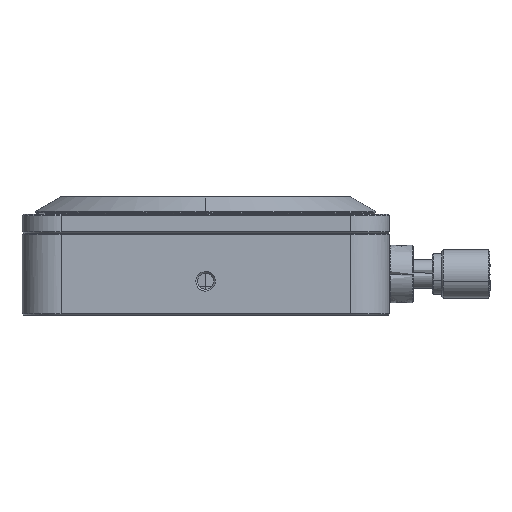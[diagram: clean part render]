
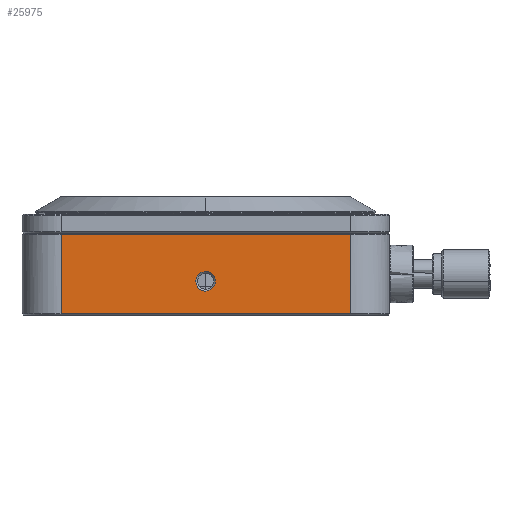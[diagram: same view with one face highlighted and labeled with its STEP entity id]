
A CAD part, front view. The second image highlights one B-rep face of the part: STEP entity #25975.
In plain terms, the highlighted free-form (B-spline) face has degree [1, 1] with [2, 2] control points.
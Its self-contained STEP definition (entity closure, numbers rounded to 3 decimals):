
#1084 = CARTESIAN_POINT ( 'NONE',  ( 0., -38.1, 0.525 ) ) ;
#1093 = CARTESIAN_POINT ( 'NONE',  ( -30., -38.1, -8.25 ) ) ;
#2109 = CARTESIAN_POINT ( 'NONE',  ( 30., -38.1, -8.25 ) ) ;
#2516 = VERTEX_POINT ( 'NONE', #10476 ) ;
#2556 = B_SPLINE_CURVE_WITH_KNOTS ( 'NONE', 1,
 ( #18694, #8684 ),
 .UNSPECIFIED., .F., .F.,
 ( 2, 2 ),
 ( 0., 1. ),
 .UNSPECIFIED. ) ;
#2615 = ORIENTED_EDGE ( 'NONE', *, *, #11366, .F. ) ;
#2922 = VERTEX_POINT ( 'NONE', #12022 ) ;
#4286 = EDGE_CURVE ( 'NONE', #2922, #12019, #2556, .T. ) ;
#5340 = EDGE_CURVE ( 'NONE', #16978, #2922, #7366, .T. ) ;
#5496 = CARTESIAN_POINT ( 'NONE',  ( 30., -38.1, -8.25 ) ) ;
#6115 = B_SPLINE_CURVE_WITH_KNOTS ( 'NONE', 1,
 ( #9877, #2109 ),
 .UNSPECIFIED., .F., .F.,
 ( 2, 2 ),
 ( 0., 1. ),
 .UNSPECIFIED. ) ;
#7075 = CARTESIAN_POINT ( 'NONE',  ( -30., -38.1, -8.25 ) ) ;
#7366 = B_SPLINE_CURVE_WITH_KNOTS ( 'NONE', 1,
 ( #21241, #1093 ),
 .UNSPECIFIED., .F., .F.,
 ( 2, 2 ),
 ( 0., 1. ),
 .UNSPECIFIED. ) ;
#8684 = CARTESIAN_POINT ( 'NONE',  ( -30., -38.1, 8.25 ) ) ;
#9064 = CARTESIAN_POINT ( 'NONE',  ( -4.05, -38.1, 0.525 ) ) ;
#9877 = CARTESIAN_POINT ( 'NONE',  ( 30., -38.1, 8.25 ) ) ;
#10328 = ORIENTED_EDGE ( 'NONE', *, *, #22961, .F. ) ;
#10476 = CARTESIAN_POINT ( 'NONE',  ( 0., -38.1, 0.525 ) ) ;
#11099 = EDGE_LOOP ( 'NONE', ( #23032, #17450 ) ) ;
#11366 = EDGE_CURVE ( 'NONE', #12019, #15439, #23961, .T. ) ;
#12019 = VERTEX_POINT ( 'NONE', #13451 ) ;
#12022 = CARTESIAN_POINT ( 'NONE',  ( -30., -38.1, -8.25 ) ) ;
#13451 = CARTESIAN_POINT ( 'NONE',  ( -30., -38.1, 8.25 ) ) ;
#15120 = CARTESIAN_POINT ( 'NONE',  ( -4.05, -38.1, -3.525 ) ) ;
#15367 = CARTESIAN_POINT ( 'NONE',  ( -30., -38.1, 8.25 ) ) ;
#15439 = VERTEX_POINT ( 'NONE', #22672 ) ;
#15980 = EDGE_LOOP ( 'NONE', ( #2615, #20497, #23281, #10328 ) ) ;
#16333 = CARTESIAN_POINT ( 'NONE',  ( 30., -38.1, -8.25 ) ) ;
#16978 = VERTEX_POINT ( 'NONE', #16333 ) ;
#17233 = VERTEX_POINT ( 'NONE', #20216 ) ;
#17450 = ORIENTED_EDGE ( 'NONE', *, *, #20829, .F. ) ;
#17530 = CARTESIAN_POINT ( 'NONE',  ( 0., -38.1, -3.525 ) ) ;
#18385 = B_SPLINE_SURFACE_WITH_KNOTS ( 'NONE', 1, 1, ( 
 ( #25391, #5496 ),
 ( #15367, #7075 ) ),
 .UNSPECIFIED., .F., .F., .F.,
 ( 2, 2 ),
 ( 2, 2 ),
 ( 0., 1. ),
 ( 0., 1. ),
 .UNSPECIFIED. ) ;
#18694 = CARTESIAN_POINT ( 'NONE',  ( -30., -38.1, -8.25 ) ) ;
#18837 =( BOUNDED_CURVE ( )  B_SPLINE_CURVE ( 3, ( #19200, #9064, #15120, #21433 ),
 .UNSPECIFIED., .F., .F. ) 
 B_SPLINE_CURVE_WITH_KNOTS ( ( 4, 4 ),
 ( 0., 1. ),
 .UNSPECIFIED. ) 
 CURVE ( )  GEOMETRIC_REPRESENTATION_ITEM ( )  RATIONAL_B_SPLINE_CURVE ( ( 1., 0.333, 0.333, 1. ) ) 
 REPRESENTATION_ITEM ( '' )  );
#19200 = CARTESIAN_POINT ( 'NONE',  ( 0., -38.1, 0.525 ) ) ;
#19322 = FACE_OUTER_BOUND ( 'NONE', #15980, .T. ) ;
#20103 = CARTESIAN_POINT ( 'NONE',  ( 30., -38.1, 8.25 ) ) ;
#20139 =( BOUNDED_CURVE ( )  B_SPLINE_CURVE ( 3, ( #17530, #21489, #21229, #1084 ),
 .UNSPECIFIED., .F., .F. ) 
 B_SPLINE_CURVE_WITH_KNOTS ( ( 4, 4 ),
 ( 0., 1. ),
 .UNSPECIFIED. ) 
 CURVE ( )  GEOMETRIC_REPRESENTATION_ITEM ( )  RATIONAL_B_SPLINE_CURVE ( ( 1., 0.333, 0.333, 1. ) ) 
 REPRESENTATION_ITEM ( '' )  );
#20216 = CARTESIAN_POINT ( 'NONE',  ( 0., -38.1, -3.525 ) ) ;
#20497 = ORIENTED_EDGE ( 'NONE', *, *, #4286, .F. ) ;
#20829 = EDGE_CURVE ( 'NONE', #17233, #2516, #20139, .T. ) ;
#21229 = CARTESIAN_POINT ( 'NONE',  ( 4.05, -38.1, 0.525 ) ) ;
#21241 = CARTESIAN_POINT ( 'NONE',  ( 30., -38.1, -8.25 ) ) ;
#21433 = CARTESIAN_POINT ( 'NONE',  ( 0., -38.1, -3.525 ) ) ;
#21489 = CARTESIAN_POINT ( 'NONE',  ( 4.05, -38.1, -3.525 ) ) ;
#21962 = CARTESIAN_POINT ( 'NONE',  ( -30., -38.1, 8.25 ) ) ;
#22672 = CARTESIAN_POINT ( 'NONE',  ( 30., -38.1, 8.25 ) ) ;
#22961 = EDGE_CURVE ( 'NONE', #15439, #16978, #6115, .T. ) ;
#23032 = ORIENTED_EDGE ( 'NONE', *, *, #23149, .F. ) ;
#23149 = EDGE_CURVE ( 'NONE', #2516, #17233, #18837, .T. ) ;
#23281 = ORIENTED_EDGE ( 'NONE', *, *, #5340, .F. ) ;
#23961 = B_SPLINE_CURVE_WITH_KNOTS ( 'NONE', 1,
 ( #21962, #20103 ),
 .UNSPECIFIED., .F., .F.,
 ( 2, 2 ),
 ( 0., 1. ),
 .UNSPECIFIED. ) ;
#25134 = FACE_BOUND ( 'NONE', #11099, .T. ) ;
#25391 = CARTESIAN_POINT ( 'NONE',  ( 30., -38.1, 8.25 ) ) ;
#25975 = ADVANCED_FACE ( 'NONE', ( #25134, #19322 ), #18385, .T. ) ;
